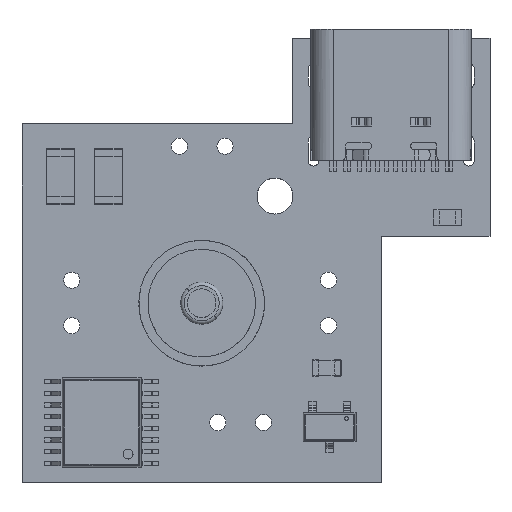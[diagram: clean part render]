
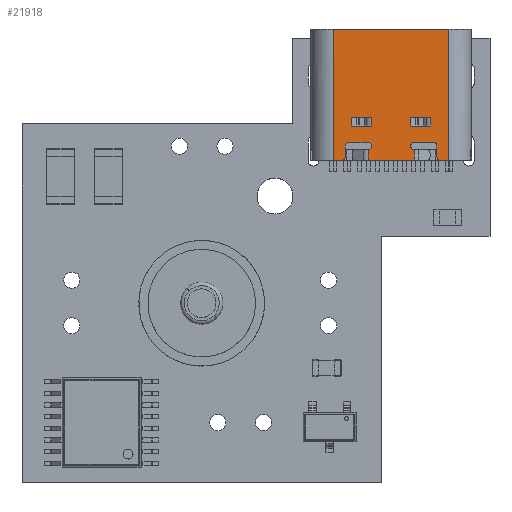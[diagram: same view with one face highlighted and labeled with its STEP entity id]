
A CAD part, top view. The second image highlights one B-rep face of the part: STEP entity #21918.
In plain terms, the highlighted face is planar.
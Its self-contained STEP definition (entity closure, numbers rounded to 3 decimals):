
#20374 = VERTEX_POINT('',#20375);
#20375 = CARTESIAN_POINT('',(2.196,3.31,-1.445));
#20384 = EDGE_CURVE('',#20374,#20385,#20387,.T.);
#20385 = VERTEX_POINT('',#20386);
#20386 = CARTESIAN_POINT('',(1.096,3.31,-1.445));
#20387 = LINE('',#20388,#20389);
#20388 = CARTESIAN_POINT('',(1.096,3.31,-1.446));
#20389 = VECTOR('',#20390,1.);
#20390 = DIRECTION('',(-1.,0.,0.));
#20449 = EDGE_CURVE('',#20450,#20452,#20454,.T.);
#20450 = VERTEX_POINT('',#20451);
#20451 = CARTESIAN_POINT('',(1.096,3.31,-0.948));
#20452 = VERTEX_POINT('',#20453);
#20453 = CARTESIAN_POINT('',(2.196,3.31,-0.948));
#20454 = LINE('',#20455,#20456);
#20455 = CARTESIAN_POINT('',(1.096,3.31,-0.946));
#20456 = VECTOR('',#20457,1.);
#20457 = DIRECTION('',(1.,0.,0.));
#20528 = VERTEX_POINT('',#20529);
#20529 = CARTESIAN_POINT('',(2.754,3.31,-3.353));
#20535 = EDGE_CURVE('',#20528,#20536,#20538,.T.);
#20536 = VERTEX_POINT('',#20537);
#20537 = CARTESIAN_POINT('',(3.22,3.31,-3.353));
#20538 = LINE('',#20539,#20540);
#20539 = CARTESIAN_POINT('',(0.,3.31,-3.353));
#20540 = VECTOR('',#20541,1.);
#20541 = DIRECTION('',(1.,0.,0.));
#20682 = EDGE_CURVE('',#20683,#20685,#20687,.T.);
#20683 = VERTEX_POINT('',#20684);
#20684 = CARTESIAN_POINT('',(-1.283,3.31,-3.353));
#20685 = VERTEX_POINT('',#20686);
#20686 = CARTESIAN_POINT('',(1.283,3.31,-3.353));
#20687 = LINE('',#20688,#20689);
#20688 = CARTESIAN_POINT('',(0.,3.31,-3.353));
#20689 = VECTOR('',#20690,1.);
#20690 = DIRECTION('',(1.,0.,0.));
#20761 = VERTEX_POINT('',#20762);
#20762 = CARTESIAN_POINT('',(3.22,3.31,3.953));
#21918 = ADVANCED_FACE('',(#21919,#21935,#22067),#22101,.F.);
#21919 = FACE_BOUND('',#21920,.T.);
#21920 = EDGE_LOOP('',(#21921,#21922,#21928,#21929));
#21921 = ORIENTED_EDGE('',*,*,#20449,.F.);
#21922 = ORIENTED_EDGE('',*,*,#21923,.T.);
#21923 = EDGE_CURVE('',#20450,#20385,#21924,.T.);
#21924 = LINE('',#21925,#21926);
#21925 = CARTESIAN_POINT('',(1.096,3.31,-0.949));
#21926 = VECTOR('',#21927,1.);
#21927 = DIRECTION('',(0.,0.,-1.));
#21928 = ORIENTED_EDGE('',*,*,#20384,.F.);
#21929 = ORIENTED_EDGE('',*,*,#21930,.F.);
#21930 = EDGE_CURVE('',#20452,#20374,#21931,.T.);
#21931 = LINE('',#21932,#21933);
#21932 = CARTESIAN_POINT('',(2.196,3.31,-0.949));
#21933 = VECTOR('',#21934,1.);
#21934 = DIRECTION('',(0.,0.,-1.));
#21935 = FACE_BOUND('',#21936,.T.);
#21936 = EDGE_LOOP('',(#21937,#21938,#21947,#21955,#21964,#21972,#21981,
    #21987,#21988,#21996,#22005,#22013,#22022,#22030,#22039,#22047,
    #22055,#22061));
#21937 = ORIENTED_EDGE('',*,*,#20535,.F.);
#21938 = ORIENTED_EDGE('',*,*,#21939,.F.);
#21939 = EDGE_CURVE('',#21940,#20528,#21942,.T.);
#21940 = VERTEX_POINT('',#21941);
#21941 = CARTESIAN_POINT('',(2.554,3.31,-3.153));
#21942 = CIRCLE('',#21943,0.2);
#21943 = AXIS2_PLACEMENT_3D('',#21944,#21945,#21946);
#21944 = CARTESIAN_POINT('',(2.754,3.31,-3.153));
#21945 = DIRECTION('',(0.,-1.,0.));
#21946 = DIRECTION('',(0.,0.,-1.));
#21947 = ORIENTED_EDGE('',*,*,#21948,.F.);
#21948 = EDGE_CURVE('',#21949,#21940,#21951,.T.);
#21949 = VERTEX_POINT('',#21950);
#21950 = CARTESIAN_POINT('',(2.554,3.31,-2.553));
#21951 = LINE('',#21952,#21953);
#21952 = CARTESIAN_POINT('',(2.554,3.31,-2.553));
#21953 = VECTOR('',#21954,1.);
#21954 = DIRECTION('',(0.,0.,-1.));
#21955 = ORIENTED_EDGE('',*,*,#21956,.F.);
#21956 = EDGE_CURVE('',#21957,#21949,#21959,.T.);
#21957 = VERTEX_POINT('',#21958);
#21958 = CARTESIAN_POINT('',(2.354,3.31,-2.353));
#21959 = CIRCLE('',#21960,0.2);
#21960 = AXIS2_PLACEMENT_3D('',#21961,#21962,#21963);
#21961 = CARTESIAN_POINT('',(2.354,3.31,-2.553));
#21962 = DIRECTION('',(0.,1.,0.));
#21963 = DIRECTION('',(0.,0.,1.));
#21964 = ORIENTED_EDGE('',*,*,#21965,.F.);
#21965 = EDGE_CURVE('',#21966,#21957,#21968,.T.);
#21966 = VERTEX_POINT('',#21967);
#21967 = CARTESIAN_POINT('',(1.283,3.31,-2.353));
#21968 = LINE('',#21969,#21970);
#21969 = CARTESIAN_POINT('',(1.283,3.31,-2.353));
#21970 = VECTOR('',#21971,1.);
#21971 = DIRECTION('',(1.,0.,0.));
#21972 = ORIENTED_EDGE('',*,*,#21973,.F.);
#21973 = EDGE_CURVE('',#21974,#21966,#21976,.T.);
#21974 = VERTEX_POINT('',#21975);
#21975 = CARTESIAN_POINT('',(1.283,3.31,-2.753));
#21976 = CIRCLE('',#21977,0.2);
#21977 = AXIS2_PLACEMENT_3D('',#21978,#21979,#21980);
#21978 = CARTESIAN_POINT('',(1.283,3.31,-2.553));
#21979 = DIRECTION('',(0.,1.,0.));
#21980 = DIRECTION('',(0.,0.,1.));
#21981 = ORIENTED_EDGE('',*,*,#21982,.T.);
#21982 = EDGE_CURVE('',#21974,#20685,#21983,.T.);
#21983 = LINE('',#21984,#21985);
#21984 = CARTESIAN_POINT('',(1.283,3.31,-2.753));
#21985 = VECTOR('',#21986,1.);
#21986 = DIRECTION('',(0.,0.,-1.));
#21987 = ORIENTED_EDGE('',*,*,#20682,.F.);
#21988 = ORIENTED_EDGE('',*,*,#21989,.F.);
#21989 = EDGE_CURVE('',#21990,#20683,#21992,.T.);
#21990 = VERTEX_POINT('',#21991);
#21991 = CARTESIAN_POINT('',(-1.283,3.31,-2.753));
#21992 = LINE('',#21993,#21994);
#21993 = CARTESIAN_POINT('',(-1.283,3.31,-2.753));
#21994 = VECTOR('',#21995,1.);
#21995 = DIRECTION('',(0.,0.,-1.));
#21996 = ORIENTED_EDGE('',*,*,#21997,.T.);
#21997 = EDGE_CURVE('',#21990,#21998,#22000,.T.);
#21998 = VERTEX_POINT('',#21999);
#21999 = CARTESIAN_POINT('',(-1.283,3.31,-2.353));
#22000 = CIRCLE('',#22001,0.2);
#22001 = AXIS2_PLACEMENT_3D('',#22002,#22003,#22004);
#22002 = CARTESIAN_POINT('',(-1.283,3.31,-2.553));
#22003 = DIRECTION('',(0.,-1.,0.));
#22004 = DIRECTION('',(0.,0.,1.));
#22005 = ORIENTED_EDGE('',*,*,#22006,.T.);
#22006 = EDGE_CURVE('',#21998,#22007,#22009,.T.);
#22007 = VERTEX_POINT('',#22008);
#22008 = CARTESIAN_POINT('',(-2.354,3.31,-2.353));
#22009 = LINE('',#22010,#22011);
#22010 = CARTESIAN_POINT('',(-1.283,3.31,-2.353));
#22011 = VECTOR('',#22012,1.);
#22012 = DIRECTION('',(-1.,0.,0.));
#22013 = ORIENTED_EDGE('',*,*,#22014,.T.);
#22014 = EDGE_CURVE('',#22007,#22015,#22017,.T.);
#22015 = VERTEX_POINT('',#22016);
#22016 = CARTESIAN_POINT('',(-2.554,3.31,-2.553));
#22017 = CIRCLE('',#22018,0.2);
#22018 = AXIS2_PLACEMENT_3D('',#22019,#22020,#22021);
#22019 = CARTESIAN_POINT('',(-2.354,3.31,-2.553));
#22020 = DIRECTION('',(0.,-1.,0.));
#22021 = DIRECTION('',(0.,0.,1.));
#22022 = ORIENTED_EDGE('',*,*,#22023,.T.);
#22023 = EDGE_CURVE('',#22015,#22024,#22026,.T.);
#22024 = VERTEX_POINT('',#22025);
#22025 = CARTESIAN_POINT('',(-2.554,3.31,-3.153));
#22026 = LINE('',#22027,#22028);
#22027 = CARTESIAN_POINT('',(-2.554,3.31,-2.553));
#22028 = VECTOR('',#22029,1.);
#22029 = DIRECTION('',(0.,0.,-1.));
#22030 = ORIENTED_EDGE('',*,*,#22031,.T.);
#22031 = EDGE_CURVE('',#22024,#22032,#22034,.T.);
#22032 = VERTEX_POINT('',#22033);
#22033 = CARTESIAN_POINT('',(-2.754,3.31,-3.353));
#22034 = CIRCLE('',#22035,0.2);
#22035 = AXIS2_PLACEMENT_3D('',#22036,#22037,#22038);
#22036 = CARTESIAN_POINT('',(-2.754,3.31,-3.153));
#22037 = DIRECTION('',(0.,1.,0.));
#22038 = DIRECTION('',(0.,0.,-1.));
#22039 = ORIENTED_EDGE('',*,*,#22040,.T.);
#22040 = EDGE_CURVE('',#22032,#22041,#22043,.T.);
#22041 = VERTEX_POINT('',#22042);
#22042 = CARTESIAN_POINT('',(-3.22,3.31,-3.353));
#22043 = LINE('',#22044,#22045);
#22044 = CARTESIAN_POINT('',(0.,3.31,-3.353));
#22045 = VECTOR('',#22046,1.);
#22046 = DIRECTION('',(-1.,0.,0.));
#22047 = ORIENTED_EDGE('',*,*,#22048,.T.);
#22048 = EDGE_CURVE('',#22041,#22049,#22051,.T.);
#22049 = VERTEX_POINT('',#22050);
#22050 = CARTESIAN_POINT('',(-3.22,3.31,3.953));
#22051 = LINE('',#22052,#22053);
#22052 = CARTESIAN_POINT('',(-3.22,3.31,-3.353));
#22053 = VECTOR('',#22054,1.);
#22054 = DIRECTION('',(0.,0.,1.));
#22055 = ORIENTED_EDGE('',*,*,#22056,.T.);
#22056 = EDGE_CURVE('',#22049,#20761,#22057,.T.);
#22057 = LINE('',#22058,#22059);
#22058 = CARTESIAN_POINT('',(0.,3.31,3.953));
#22059 = VECTOR('',#22060,1.);
#22060 = DIRECTION('',(1.,0.,0.));
#22061 = ORIENTED_EDGE('',*,*,#22062,.F.);
#22062 = EDGE_CURVE('',#20536,#20761,#22063,.T.);
#22063 = LINE('',#22064,#22065);
#22064 = CARTESIAN_POINT('',(3.22,3.31,-3.353));
#22065 = VECTOR('',#22066,1.);
#22066 = DIRECTION('',(0.,0.,1.));
#22067 = FACE_BOUND('',#22068,.T.);
#22068 = EDGE_LOOP('',(#22069,#22079,#22087,#22095));
#22069 = ORIENTED_EDGE('',*,*,#22070,.T.);
#22070 = EDGE_CURVE('',#22071,#22073,#22075,.T.);
#22071 = VERTEX_POINT('',#22072);
#22072 = CARTESIAN_POINT('',(-1.096,3.31,-0.948));
#22073 = VERTEX_POINT('',#22074);
#22074 = CARTESIAN_POINT('',(-2.196,3.31,-0.948));
#22075 = LINE('',#22076,#22077);
#22076 = CARTESIAN_POINT('',(-1.096,3.31,-0.946));
#22077 = VECTOR('',#22078,1.);
#22078 = DIRECTION('',(-1.,0.,0.));
#22079 = ORIENTED_EDGE('',*,*,#22080,.T.);
#22080 = EDGE_CURVE('',#22073,#22081,#22083,.T.);
#22081 = VERTEX_POINT('',#22082);
#22082 = CARTESIAN_POINT('',(-2.196,3.31,-1.445));
#22083 = LINE('',#22084,#22085);
#22084 = CARTESIAN_POINT('',(-2.196,3.31,-0.949));
#22085 = VECTOR('',#22086,1.);
#22086 = DIRECTION('',(0.,0.,-1.));
#22087 = ORIENTED_EDGE('',*,*,#22088,.T.);
#22088 = EDGE_CURVE('',#22081,#22089,#22091,.T.);
#22089 = VERTEX_POINT('',#22090);
#22090 = CARTESIAN_POINT('',(-1.096,3.31,-1.445));
#22091 = LINE('',#22092,#22093);
#22092 = CARTESIAN_POINT('',(-1.096,3.31,-1.446));
#22093 = VECTOR('',#22094,1.);
#22094 = DIRECTION('',(1.,0.,0.));
#22095 = ORIENTED_EDGE('',*,*,#22096,.F.);
#22096 = EDGE_CURVE('',#22071,#22089,#22097,.T.);
#22097 = LINE('',#22098,#22099);
#22098 = CARTESIAN_POINT('',(-1.096,3.31,-0.949));
#22099 = VECTOR('',#22100,1.);
#22100 = DIRECTION('',(0.,0.,-1.));
#22101 = PLANE('',#22102);
#22102 = AXIS2_PLACEMENT_3D('',#22103,#22104,#22105);
#22103 = CARTESIAN_POINT('',(0.,3.31,-3.353));
#22104 = DIRECTION('',(0.,-1.,0.));
#22105 = DIRECTION('',(1.,0.,0.));
